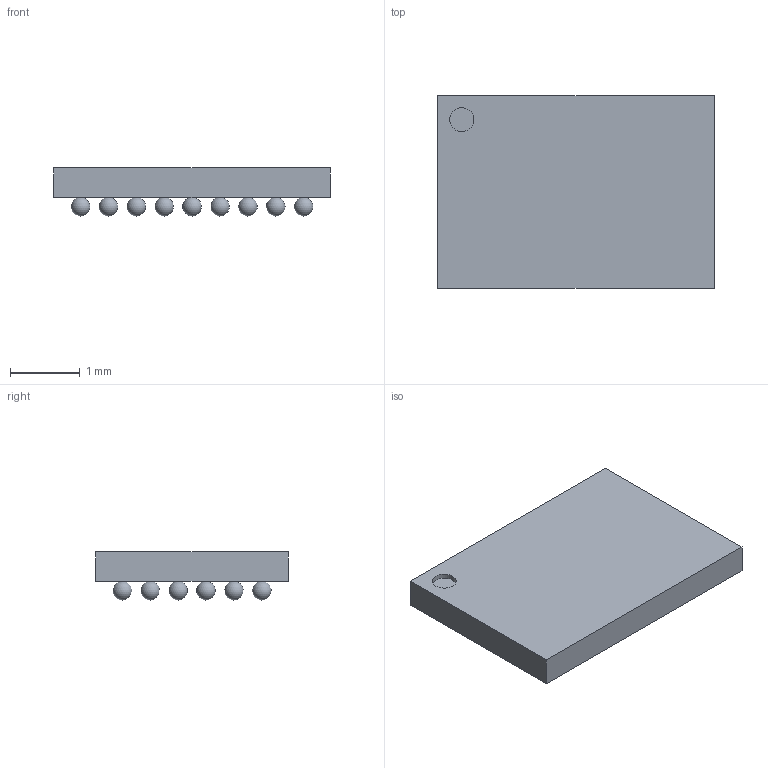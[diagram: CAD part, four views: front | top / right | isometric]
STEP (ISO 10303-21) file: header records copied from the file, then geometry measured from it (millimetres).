
FILE_DESCRIPTION(('FreeCAD Model'),'2;1');
FILE_NAME('1594846.4.1.stp','2022-05-05T06:23:46',( 'Author'),(''),'Open CASCADE STEP processor 6.9','FreeCAD','Unknown' );
FILE_SCHEMA(('AUTOMOTIVE_DESIGN { 1 0 10303 214 1 1 1 1 }'));
Length unit declared in the file: millimetre
Products named in the file (3): ASSEMBLY; Array; Body
Assembly tree (2 placements, depth 2):
  ASSEMBLY
    Array
    Body
Bounding box: 3.97 x 2.77 x 0.69 mm (x, y, z)
Volume: 5.2 mm3; surface area: 40.1 mm2
Topology: 55 solids, 55 shells, 62 faces, 177 edges, 118 vertices
Faces by surface type: sphere 54, plane 7, cylinder 1
Full cylindrical faces by diameter (mm): 0.346 x1
Entity records: 1589 total; most frequent: DIRECTION 177, CARTESIAN_POINT 174, AXIS2_PLACEMENT_3D 67, VERTEX_POINT 64, FACE_BOUND 63, ADVANCED_FACE 62, MANIFOLD_SOLID_BREP 55, CLOSED_SHELL 55
